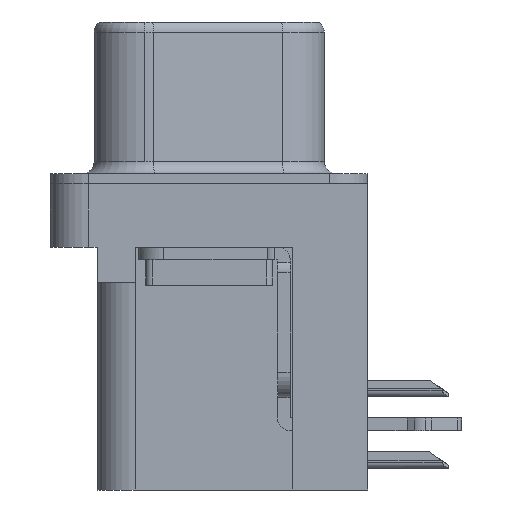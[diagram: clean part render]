
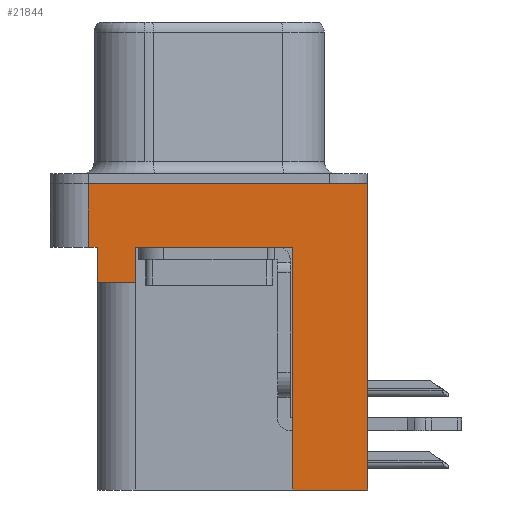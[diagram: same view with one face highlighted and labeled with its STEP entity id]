
A CAD part, left-side view. The second image highlights one B-rep face of the part: STEP entity #21844.
In plain terms, the highlighted planar face has unit normal (-1, 0, 0).
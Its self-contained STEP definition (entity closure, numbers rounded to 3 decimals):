
#24 = EDGE_CURVE ( 'NONE', #1726, #2670, #12563, .T. ) ;
#26 = CARTESIAN_POINT ( 'NONE',  ( -3., 4.775, -2.5 ) ) ;
#423 = EDGE_CURVE ( 'NONE', #10488, #16949, #6756, .T. ) ;
#509 = CARTESIAN_POINT ( 'NONE',  ( -3., 2.895, -3.9 ) ) ;
#658 = CARTESIAN_POINT ( 'NONE',  ( -3., -3.295, -12.1 ) ) ;
#934 = VECTOR ( 'NONE', #20436, 1000. ) ;
#1525 = CARTESIAN_POINT ( 'NONE',  ( -3., 2.895, -3.9 ) ) ;
#1548 = VECTOR ( 'NONE', #12198, 1000. ) ;
#1726 = VERTEX_POINT ( 'NONE', #1525 ) ;
#1754 = EDGE_CURVE ( 'NONE', #11109, #7302, #10414, .T. ) ;
#1782 = CARTESIAN_POINT ( 'NONE',  ( -3., -3.295, -12.1 ) ) ;
#1810 = ORIENTED_EDGE ( 'NONE', *, *, #3070, .T. ) ;
#1863 = FACE_OUTER_BOUND ( 'NONE', #21375, .T. ) ;
#2217 = CARTESIAN_POINT ( 'NONE',  ( -3., -6.275, 0. ) ) ;
#2670 = VERTEX_POINT ( 'NONE', #13803 ) ;
#3070 = EDGE_CURVE ( 'NONE', #22686, #16041, #17436, .T. ) ;
#3200 = CARTESIAN_POINT ( 'NONE',  ( -3., 4.775, -2.5 ) ) ;
#3536 = EDGE_CURVE ( 'NONE', #2670, #20386, #19425, .T. ) ;
#3568 = CARTESIAN_POINT ( 'NONE',  ( -3., 4.425, -3.9 ) ) ;
#3764 = EDGE_CURVE ( 'NONE', #17794, #16041, #23185, .T. ) ;
#3771 = DIRECTION ( 'NONE',  ( 0., 0., 1. ) ) ;
#4189 = VECTOR ( 'NONE', #17594, 1000. ) ;
#4470 = VECTOR ( 'NONE', #8647, 1000. ) ;
#4476 = EDGE_CURVE ( 'NONE', #7302, #16949, #9566, .T. ) ;
#5141 = ORIENTED_EDGE ( 'NONE', *, *, #4476, .F. ) ;
#5437 = CARTESIAN_POINT ( 'NONE',  ( -3., -6.275, -2.5 ) ) ;
#5943 = ORIENTED_EDGE ( 'NONE', *, *, #423, .T. ) ;
#6719 = CARTESIAN_POINT ( 'NONE',  ( -3., -3.295, -2.5 ) ) ;
#6756 = LINE ( 'NONE', #7537, #1548 ) ;
#6899 = ORIENTED_EDGE ( 'NONE', *, *, #3764, .F. ) ;
#6976 = PLANE ( 'NONE',  #14702 ) ;
#7302 = VERTEX_POINT ( 'NONE', #9768 ) ;
#7537 = CARTESIAN_POINT ( 'NONE',  ( -3., -6.275, -2.5 ) ) ;
#7820 = DIRECTION ( 'NONE',  ( 0., 1., 0. ) ) ;
#7981 = VECTOR ( 'NONE', #7820, 1000. ) ;
#8647 = DIRECTION ( 'NONE',  ( 0., 0., 1. ) ) ;
#8745 = LINE ( 'NONE', #10277, #4189 ) ;
#9025 = DIRECTION ( 'NONE',  ( 0., 0., 1. ) ) ;
#9566 = LINE ( 'NONE', #2217, #934 ) ;
#9768 = CARTESIAN_POINT ( 'NONE',  ( -3., 4.775, 0. ) ) ;
#9913 = ORIENTED_EDGE ( 'NONE', *, *, #14823, .F. ) ;
#10277 = CARTESIAN_POINT ( 'NONE',  ( -3., -6.275, -2.5 ) ) ;
#10414 = LINE ( 'NONE', #3200, #4470 ) ;
#10488 = VERTEX_POINT ( 'NONE', #19337 ) ;
#10557 = ORIENTED_EDGE ( 'NONE', *, *, #24, .F. ) ;
#11109 = VERTEX_POINT ( 'NONE', #26 ) ;
#11264 = VECTOR ( 'NONE', #13456, 1000. ) ;
#12145 = VECTOR ( 'NONE', #14933, 1000. ) ;
#12198 = DIRECTION ( 'NONE',  ( 0., 0., 1. ) ) ;
#12563 = LINE ( 'NONE', #3568, #7981 ) ;
#13456 = DIRECTION ( 'NONE',  ( 0., 1., 0. ) ) ;
#13580 = CARTESIAN_POINT ( 'NONE',  ( -3., -3.295, -12.1 ) ) ;
#13803 = CARTESIAN_POINT ( 'NONE',  ( -3., 4.425, -3.9 ) ) ;
#14192 = CARTESIAN_POINT ( 'NONE',  ( -3., 2.895, -2.5 ) ) ;
#14702 = AXIS2_PLACEMENT_3D ( 'NONE', #5437, #17724, #3771 ) ;
#14823 = EDGE_CURVE ( 'NONE', #10488, #17794, #17115, .T. ) ;
#14933 = DIRECTION ( 'NONE',  ( 0., 0., 1. ) ) ;
#14974 = ORIENTED_EDGE ( 'NONE', *, *, #21233, .T. ) ;
#15275 = ORIENTED_EDGE ( 'NONE', *, *, #18898, .T. ) ;
#15549 = DIRECTION ( 'NONE',  ( 0., -1., 0. ) ) ;
#16041 = VERTEX_POINT ( 'NONE', #6719 ) ;
#16706 = LINE ( 'NONE', #509, #12145 ) ;
#16949 = VERTEX_POINT ( 'NONE', #21164 ) ;
#17115 = LINE ( 'NONE', #13580, #11264 ) ;
#17436 = LINE ( 'NONE', #17541, #18486 ) ;
#17541 = CARTESIAN_POINT ( 'NONE',  ( -3., -6.275, -2.5 ) ) ;
#17594 = DIRECTION ( 'NONE',  ( 0., -1., 0. ) ) ;
#17633 = DIRECTION ( 'NONE',  ( 0., 0., 1. ) ) ;
#17694 = CARTESIAN_POINT ( 'NONE',  ( -3., 4.425, -2.5 ) ) ;
#17724 = DIRECTION ( 'NONE',  ( -1., 0., 0. ) ) ;
#17794 = VERTEX_POINT ( 'NONE', #658 ) ;
#17870 = CARTESIAN_POINT ( 'NONE',  ( -3., 4.425, -3.9 ) ) ;
#18320 = ORIENTED_EDGE ( 'NONE', *, *, #1754, .F. ) ;
#18486 = VECTOR ( 'NONE', #15549, 1000. ) ;
#18879 = VECTOR ( 'NONE', #9025, 1000. ) ;
#18898 = EDGE_CURVE ( 'NONE', #11109, #20386, #8745, .T. ) ;
#19253 = VECTOR ( 'NONE', #17633, 1000. ) ;
#19337 = CARTESIAN_POINT ( 'NONE',  ( -3., -6.275, -12.1 ) ) ;
#19425 = LINE ( 'NONE', #17870, #19253 ) ;
#20386 = VERTEX_POINT ( 'NONE', #17694 ) ;
#20436 = DIRECTION ( 'NONE',  ( 0., -1., 0. ) ) ;
#21164 = CARTESIAN_POINT ( 'NONE',  ( -3., -6.275, 0. ) ) ;
#21233 = EDGE_CURVE ( 'NONE', #1726, #22686, #16706, .T. ) ;
#21375 = EDGE_LOOP ( 'NONE', ( #5141, #18320, #15275, #21882, #10557, #14974, #1810, #6899, #9913, #5943 ) ) ;
#21844 = ADVANCED_FACE ( 'NONE', ( #1863 ), #6976, .T. ) ;
#21882 = ORIENTED_EDGE ( 'NONE', *, *, #3536, .F. ) ;
#22686 = VERTEX_POINT ( 'NONE', #14192 ) ;
#23185 = LINE ( 'NONE', #1782, #18879 ) ;
